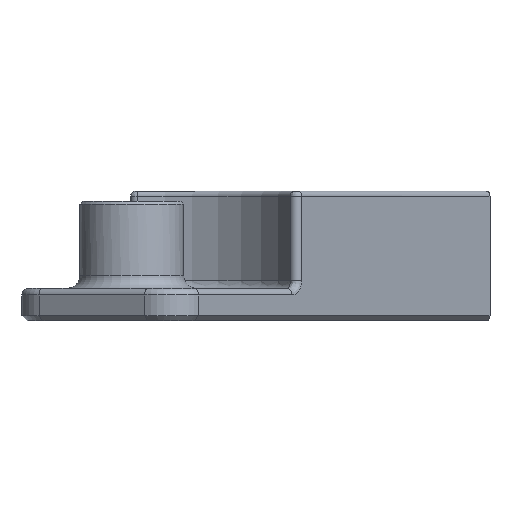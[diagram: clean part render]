
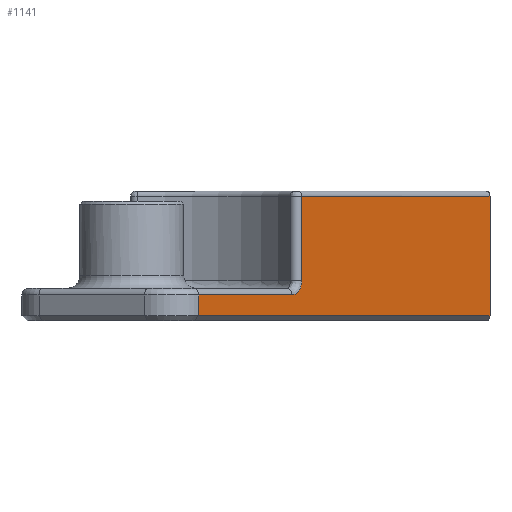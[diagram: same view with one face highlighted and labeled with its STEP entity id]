
A CAD part, left-side view. The second image highlights one B-rep face of the part: STEP entity #1141.
In plain terms, the highlighted planar face has unit normal (-0.559, -0.829, 0).
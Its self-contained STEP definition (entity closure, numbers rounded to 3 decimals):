
#27=B_SPLINE_CURVE_WITH_KNOTS('',3,(#1843,#1844,#1845,#1846,#1847,#1848,
#1849),.UNSPECIFIED.,.F.,.F.,(4,1,1,1,4),(-0.195,-0.139,
-0.083,-0.042,0.),
 .UNSPECIFIED.);
#135=FACE_OUTER_BOUND('',#206,.T.);
#206=EDGE_LOOP('',(#826,#827,#828,#829,#830,#831,#832));
#297=LINE('',#1771,#403);
#304=LINE('',#1835,#410);
#307=LINE('',#1841,#413);
#308=LINE('',#1851,#414);
#309=LINE('',#1853,#415);
#310=LINE('',#1854,#416);
#403=VECTOR('',#1395,10.);
#410=VECTOR('',#1432,10.);
#413=VECTOR('',#1437,10.);
#414=VECTOR('',#1438,10.);
#415=VECTOR('',#1439,3.);
#416=VECTOR('',#1440,10.);
#502=VERTEX_POINT('',#1768);
#503=VERTEX_POINT('',#1770);
#515=VERTEX_POINT('',#1834);
#517=VERTEX_POINT('',#1840);
#518=VERTEX_POINT('',#1842);
#519=VERTEX_POINT('',#1850);
#520=VERTEX_POINT('',#1852);
#614=EDGE_CURVE('',#502,#503,#297,.T.);
#632=EDGE_CURVE('',#503,#515,#304,.T.);
#635=EDGE_CURVE('',#517,#502,#307,.T.);
#636=EDGE_CURVE('',#518,#517,#27,.T.);
#637=EDGE_CURVE('',#519,#518,#308,.T.);
#638=EDGE_CURVE('',#520,#519,#309,.T.);
#639=EDGE_CURVE('',#515,#520,#310,.T.);
#826=ORIENTED_EDGE('',*,*,#614,.F.);
#827=ORIENTED_EDGE('',*,*,#635,.F.);
#828=ORIENTED_EDGE('',*,*,#636,.F.);
#829=ORIENTED_EDGE('',*,*,#637,.F.);
#830=ORIENTED_EDGE('',*,*,#638,.F.);
#831=ORIENTED_EDGE('',*,*,#639,.F.);
#832=ORIENTED_EDGE('',*,*,#632,.F.);
#1101=PLANE('',#1237);
#1141=ADVANCED_FACE('',(#135),#1101,.T.);
#1237=AXIS2_PLACEMENT_3D('',#1839,#1435,#1436);
#1395=DIRECTION('',(0.829,-0.559,0.));
#1432=DIRECTION('',(0.,0.,-1.));
#1435=DIRECTION('center_axis',(-0.559,-0.829,0.));
#1436=DIRECTION('ref_axis',(0.829,-0.559,0.));
#1437=DIRECTION('',(0.,0.,1.));
#1438=DIRECTION('',(0.829,-0.559,0.));
#1439=DIRECTION('',(0.,0.,1.));
#1440=DIRECTION('',(-0.829,0.559,0.));
#1768=CARTESIAN_POINT('',(116.359,-62.989,-117.7));
#1770=CARTESIAN_POINT('',(137.84,-77.478,-117.7));
#1771=CARTESIAN_POINT('',(105.011,-55.334,-117.7));
#1834=CARTESIAN_POINT('',(137.84,-77.478,-126.9));
#1835=CARTESIAN_POINT('',(137.84,-77.478,-127.3));
#1839=CARTESIAN_POINT('Origin',(103.353,-54.216,-127.3));
#1840=CARTESIAN_POINT('',(116.359,-62.989,-124.2));
#1841=CARTESIAN_POINT('',(116.359,-62.989,-124.3));
#1842=CARTESIAN_POINT('',(115.224,-62.223,-125.3));
#1843=CARTESIAN_POINT('Ctrl Pts',(115.224,-62.223,-125.3));
#1844=CARTESIAN_POINT('Ctrl Pts',(115.378,-62.327,-125.3));
#1845=CARTESIAN_POINT('Ctrl Pts',(115.685,-62.535,-125.243));
#1846=CARTESIAN_POINT('Ctrl Pts',(116.063,-62.789,-124.99));
#1847=CARTESIAN_POINT('Ctrl Pts',(116.303,-62.951,-124.617));
#1848=CARTESIAN_POINT('Ctrl Pts',(116.359,-62.989,-124.339));
#1849=CARTESIAN_POINT('Ctrl Pts',(116.359,-62.989,-124.2));
#1850=CARTESIAN_POINT('',(104.596,-55.055,-125.3));
#1851=CARTESIAN_POINT('',(108.119,-57.431,-125.3));
#1852=CARTESIAN_POINT('',(104.596,-55.055,-126.9));
#1853=CARTESIAN_POINT('',(104.596,-55.055,-127.3));
#1854=CARTESIAN_POINT('',(108.534,-57.711,-126.9));
